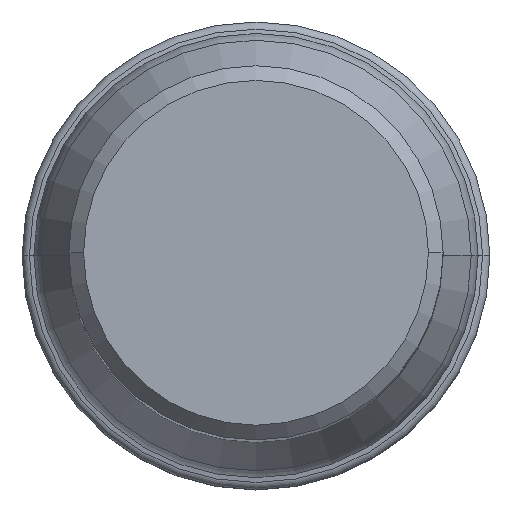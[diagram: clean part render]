
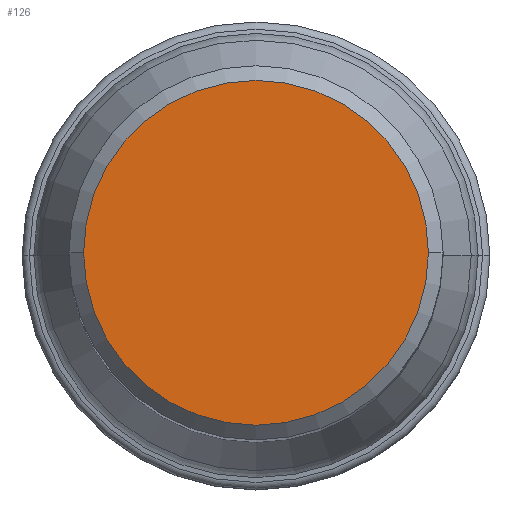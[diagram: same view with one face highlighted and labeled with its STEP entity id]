
A CAD part, top view. The second image highlights one B-rep face of the part: STEP entity #126.
In plain terms, the highlighted planar face has unit normal (0, 0, 1).
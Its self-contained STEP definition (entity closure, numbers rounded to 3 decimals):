
#30=PLANE('',#1215);
#126=ADVANCED_FACE('',(#217),#30,.F.);
#217=FACE_OUTER_BOUND('',#281,.T.);
#281=EDGE_LOOP('',(#469,#470,#471,#472));
#469=ORIENTED_EDGE('',*,*,#776,.F.);
#470=ORIENTED_EDGE('',*,*,#775,.F.);
#471=ORIENTED_EDGE('',*,*,#777,.F.);
#472=ORIENTED_EDGE('',*,*,#778,.F.);
#651=VERTEX_POINT('',#2566);
#652=VERTEX_POINT('',#2568);
#653=VERTEX_POINT('',#2570);
#654=VERTEX_POINT('',#2574);
#775=EDGE_CURVE('',#652,#653,#933,.T.);
#776=EDGE_CURVE('',#653,#651,#934,.T.);
#777=EDGE_CURVE('',#654,#652,#935,.T.);
#778=EDGE_CURVE('',#651,#654,#936,.T.);
#933=CIRCLE('',#1210,11.7);
#934=CIRCLE('',#1211,11.7);
#935=CIRCLE('',#1213,11.7);
#936=CIRCLE('',#1214,11.7);
#1210=AXIS2_PLACEMENT_3D('',#2569,#1438,#1439);
#1211=AXIS2_PLACEMENT_3D('',#2571,#1440,#1441);
#1213=AXIS2_PLACEMENT_3D('',#2573,#1444,#1445);
#1214=AXIS2_PLACEMENT_3D('',#2575,#1446,#1447);
#1215=AXIS2_PLACEMENT_3D('',#2576,#1448,#1449);
#1438=DIRECTION('',(0.,0.,-1.));
#1439=DIRECTION('',(-1.,0.,0.));
#1440=DIRECTION('',(0.,0.,-1.));
#1441=DIRECTION('',(0.,1.,0.));
#1444=DIRECTION('',(0.,0.,-1.));
#1445=DIRECTION('',(0.,-1.,0.));
#1446=DIRECTION('',(0.,0.,-1.));
#1447=DIRECTION('',(1.,0.,0.));
#1448=DIRECTION('',(0.,0.,-1.));
#1449=DIRECTION('',(1.,0.,0.));
#2566=CARTESIAN_POINT('',(11.7,0.,43.656));
#2568=CARTESIAN_POINT('',(-11.7,0.,43.656));
#2569=CARTESIAN_POINT('',(0.,0.,43.656));
#2570=CARTESIAN_POINT('',(0.,11.7,43.656));
#2571=CARTESIAN_POINT('',(0.,0.,43.656));
#2573=CARTESIAN_POINT('',(0.,0.,43.656));
#2574=CARTESIAN_POINT('',(0.,-11.7,43.656));
#2575=CARTESIAN_POINT('',(0.,0.,43.656));
#2576=CARTESIAN_POINT('',(0.,0.,43.656));
